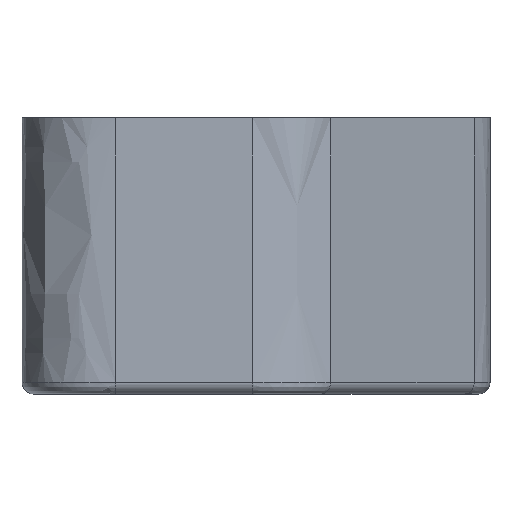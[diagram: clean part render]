
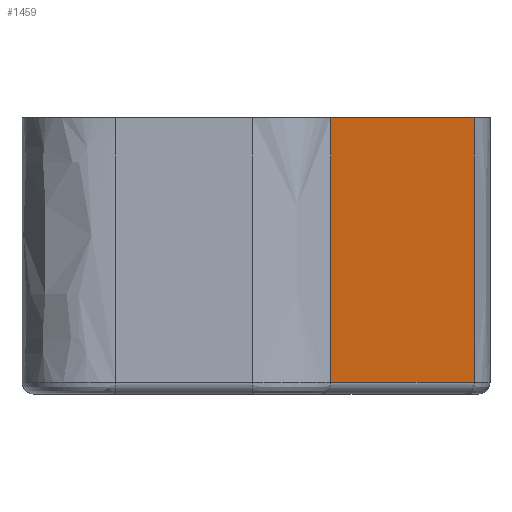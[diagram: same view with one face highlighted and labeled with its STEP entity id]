
A CAD part, left-side view. The second image highlights one B-rep face of the part: STEP entity #1459.
In plain terms, the highlighted planar face has unit normal (-0.555, -0.832, 0).
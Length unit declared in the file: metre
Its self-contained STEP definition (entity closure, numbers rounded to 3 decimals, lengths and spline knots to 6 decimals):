
#130=B_SPLINE_CURVE_WITH_KNOTS('',3,(#2475,#2476,#2477,#2478),
 .UNSPECIFIED.,.F.,.F.,(4,4),(0.,0.957627),.UNSPECIFIED.);
#131=B_SPLINE_CURVE_WITH_KNOTS('',3,(#2482,#2483,#2484,#2485),
 .UNSPECIFIED.,.F.,.F.,(4,4),(0.042373,1.),.UNSPECIFIED.);
#442=ORIENTED_EDGE('',*,*,#761,.T.);
#443=ORIENTED_EDGE('',*,*,#762,.T.);
#444=ORIENTED_EDGE('',*,*,#763,.T.);
#445=ORIENTED_EDGE('',*,*,#692,.F.);
#692=EDGE_CURVE('',#892,#893,#1019,.T.);
#761=EDGE_CURVE('',#892,#932,#130,.T.);
#762=EDGE_CURVE('',#932,#933,#1055,.F.);
#763=EDGE_CURVE('',#933,#893,#131,.T.);
#892=VERTEX_POINT('',#2284);
#893=VERTEX_POINT('',#2285);
#932=VERTEX_POINT('',#2479);
#933=VERTEX_POINT('',#2481);
#1019=LINE('',#2283,#1141);
#1055=LINE('',#2480,#1177);
#1141=VECTOR('',#1794,1.);
#1177=VECTOR('',#1932,1.);
#1237=EDGE_LOOP('',(#442,#443,#444,#445));
#1331=FACE_BOUND('',#1237,.T.);
#1407=PLANE('',#1594);
#1459=ADVANCED_FACE('',(#1331),#1407,.T.);
#1594=AXIS2_PLACEMENT_3D('',#2474,#1930,#1931);
#1794=DIRECTION('',(0.832,-0.555,0.));
#1930=DIRECTION('',(-0.555,-0.832,0.));
#1931=DIRECTION('',(0.,0.,-1.));
#1932=DIRECTION('',(-0.832,0.555,0.));
#2283=CARTESIAN_POINT('',(-0.02,0.018,0.));
#2284=CARTESIAN_POINT('',(-0.018219,0.016813,0.));
#2285=CARTESIAN_POINT('',(-0.009008,0.010672,0.));
#2474=CARTESIAN_POINT('',(-0.02,0.018,-0.007));
#2475=CARTESIAN_POINT('',(-0.018219,0.016813,0.));
#2476=CARTESIAN_POINT('',(-0.018219,0.016813,-0.003767));
#2477=CARTESIAN_POINT('',(-0.018219,0.016813,-0.007533));
#2478=CARTESIAN_POINT('',(-0.018219,0.016813,-0.0113));
#2479=CARTESIAN_POINT('',(-0.018219,0.016813,-0.0113));
#2480=CARTESIAN_POINT('',(-0.02,0.018,-0.0113));
#2481=CARTESIAN_POINT('',(-0.009008,0.010672,-0.0113));
#2482=CARTESIAN_POINT('',(-0.009008,0.010672,-0.0113));
#2483=CARTESIAN_POINT('',(-0.009008,0.010672,-0.007533));
#2484=CARTESIAN_POINT('',(-0.009008,0.010672,-0.003767));
#2485=CARTESIAN_POINT('',(-0.009008,0.010672,0.));
